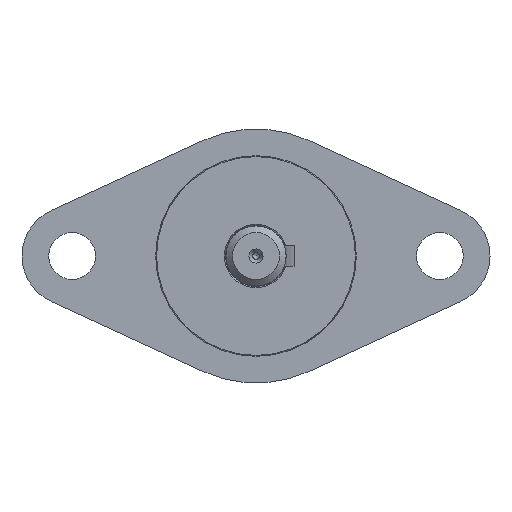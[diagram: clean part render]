
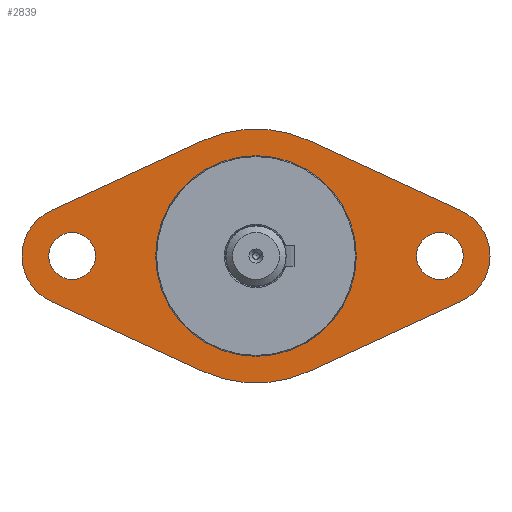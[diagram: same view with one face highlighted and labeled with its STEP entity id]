
A CAD part, left-side view. The second image highlights one B-rep face of the part: STEP entity #2839.
In plain terms, the highlighted planar face has unit normal (-1, 0, 0).
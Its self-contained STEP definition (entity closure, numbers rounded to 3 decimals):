
#68=FACE_BOUND('',#512,.T.);
#69=FACE_BOUND('',#513,.T.);
#70=FACE_BOUND('',#514,.T.);
#119=CIRCLE('',#3048,7.5);
#120=CIRCLE('',#3049,19.);
#121=CIRCLE('',#3050,7.5);
#122=CIRCLE('',#3051,19.);
#123=CIRCLE('',#3052,3.5);
#124=CIRCLE('',#3053,3.5);
#125=CIRCLE('',#3054,15.);
#126=CIRCLE('',#3055,15.);
#342=FACE_OUTER_BOUND('',#511,.T.);
#511=EDGE_LOOP('',(#2169,#2170,#2171,#2172,#2173,#2174,#2175,#2176));
#512=EDGE_LOOP('',(#2177));
#513=EDGE_LOOP('',(#2178));
#514=EDGE_LOOP('',(#2179,#2180));
#782=LINE('',#4643,#1010);
#783=LINE('',#4647,#1011);
#784=LINE('',#4651,#1012);
#785=LINE('',#4654,#1013);
#1010=VECTOR('',#3636,10.);
#1011=VECTOR('',#3639,10.);
#1012=VECTOR('',#3642,10.);
#1013=VECTOR('',#3645,10.);
#1232=VERTEX_POINT('',#4639);
#1233=VERTEX_POINT('',#4640);
#1234=VERTEX_POINT('',#4642);
#1235=VERTEX_POINT('',#4644);
#1236=VERTEX_POINT('',#4646);
#1237=VERTEX_POINT('',#4648);
#1238=VERTEX_POINT('',#4650);
#1239=VERTEX_POINT('',#4652);
#1240=VERTEX_POINT('',#4655);
#1241=VERTEX_POINT('',#4657);
#1242=VERTEX_POINT('',#4659);
#1243=VERTEX_POINT('',#4660);
#1565=EDGE_CURVE('',#1232,#1233,#119,.T.);
#1566=EDGE_CURVE('',#1233,#1234,#782,.T.);
#1567=EDGE_CURVE('',#1234,#1235,#120,.T.);
#1568=EDGE_CURVE('',#1235,#1236,#783,.T.);
#1569=EDGE_CURVE('',#1236,#1237,#121,.T.);
#1570=EDGE_CURVE('',#1237,#1238,#784,.T.);
#1571=EDGE_CURVE('',#1238,#1239,#122,.T.);
#1572=EDGE_CURVE('',#1239,#1232,#785,.T.);
#1573=EDGE_CURVE('',#1240,#1240,#123,.T.);
#1574=EDGE_CURVE('',#1241,#1241,#124,.T.);
#1575=EDGE_CURVE('',#1242,#1243,#125,.T.);
#1576=EDGE_CURVE('',#1243,#1242,#126,.T.);
#2169=ORIENTED_EDGE('',*,*,#1565,.T.);
#2170=ORIENTED_EDGE('',*,*,#1566,.T.);
#2171=ORIENTED_EDGE('',*,*,#1567,.T.);
#2172=ORIENTED_EDGE('',*,*,#1568,.T.);
#2173=ORIENTED_EDGE('',*,*,#1569,.T.);
#2174=ORIENTED_EDGE('',*,*,#1570,.T.);
#2175=ORIENTED_EDGE('',*,*,#1571,.T.);
#2176=ORIENTED_EDGE('',*,*,#1572,.T.);
#2177=ORIENTED_EDGE('',*,*,#1573,.T.);
#2178=ORIENTED_EDGE('',*,*,#1574,.T.);
#2179=ORIENTED_EDGE('',*,*,#1575,.T.);
#2180=ORIENTED_EDGE('',*,*,#1576,.T.);
#2580=PLANE('',#3047);
#2839=ADVANCED_FACE('',(#342,#68,#69,#70),#2580,.T.);
#3047=AXIS2_PLACEMENT_3D('',#4638,#3632,#3633);
#3048=AXIS2_PLACEMENT_3D('',#4641,#3634,#3635);
#3049=AXIS2_PLACEMENT_3D('',#4645,#3637,#3638);
#3050=AXIS2_PLACEMENT_3D('',#4649,#3640,#3641);
#3051=AXIS2_PLACEMENT_3D('',#4653,#3643,#3644);
#3052=AXIS2_PLACEMENT_3D('',#4656,#3646,#3647);
#3053=AXIS2_PLACEMENT_3D('',#4658,#3648,#3649);
#3054=AXIS2_PLACEMENT_3D('',#4661,#3650,#3651);
#3055=AXIS2_PLACEMENT_3D('',#4662,#3652,#3653);
#3632=DIRECTION('center_axis',(-1.,0.,0.));
#3633=DIRECTION('ref_axis',(0.,0.,1.));
#3634=DIRECTION('center_axis',(-1.,0.,0.));
#3635=DIRECTION('ref_axis',(0.,0.418,-0.908));
#3636=DIRECTION('',(0.,-0.908,-0.418));
#3637=DIRECTION('center_axis',(-1.,0.,0.));
#3638=DIRECTION('ref_axis',(0.,-0.418,-0.908));
#3639=DIRECTION('',(0.,-0.908,0.418));
#3640=DIRECTION('center_axis',(-1.,0.,0.));
#3641=DIRECTION('ref_axis',(0.,-0.418,0.908));
#3642=DIRECTION('',(0.,0.908,0.418));
#3643=DIRECTION('center_axis',(-1.,0.,0.));
#3644=DIRECTION('ref_axis',(0.,0.418,0.908));
#3645=DIRECTION('',(0.,0.908,-0.418));
#3646=DIRECTION('center_axis',(1.,0.,0.));
#3647=DIRECTION('ref_axis',(0.,0.,1.));
#3648=DIRECTION('center_axis',(1.,0.,0.));
#3649=DIRECTION('ref_axis',(0.,0.,1.));
#3650=DIRECTION('center_axis',(1.,0.,0.));
#3651=DIRECTION('ref_axis',(0.,1.,0.));
#3652=DIRECTION('center_axis',(1.,0.,0.));
#3653=DIRECTION('ref_axis',(0.,1.,0.));
#4638=CARTESIAN_POINT('Origin',(-144.3,25.,0.));
#4639=CARTESIAN_POINT('',(-144.3,30.636,6.813));
#4640=CARTESIAN_POINT('',(-144.3,30.636,-6.813));
#4641=CARTESIAN_POINT('Origin',(-144.3,27.5,0.));
#4642=CARTESIAN_POINT('',(-144.3,7.945,-17.259));
#4643=CARTESIAN_POINT('',(-144.3,18.26,-12.511));
#4644=CARTESIAN_POINT('',(-144.3,-7.945,-17.259));
#4645=CARTESIAN_POINT('Origin',(-144.3,0.,0.));
#4646=CARTESIAN_POINT('',(-144.3,-30.636,-6.813));
#4647=CARTESIAN_POINT('',(-144.3,-8.977,-16.784));
#4648=CARTESIAN_POINT('',(-144.3,-30.636,6.813));
#4649=CARTESIAN_POINT('Origin',(-144.3,-27.5,0.));
#4650=CARTESIAN_POINT('',(-144.3,-7.945,17.259));
#4651=CARTESIAN_POINT('',(-144.3,2.369,22.007));
#4652=CARTESIAN_POINT('',(-144.3,7.945,17.259));
#4653=CARTESIAN_POINT('Origin',(-144.3,0.,0.));
#4654=CARTESIAN_POINT('',(-144.3,29.605,7.288));
#4655=CARTESIAN_POINT('',(-144.3,-27.5,-3.5));
#4656=CARTESIAN_POINT('Origin',(-144.3,-27.5,0.));
#4657=CARTESIAN_POINT('',(-144.3,27.5,-3.5));
#4658=CARTESIAN_POINT('Origin',(-144.3,27.5,0.));
#4659=CARTESIAN_POINT('',(-144.3,15.,0.));
#4660=CARTESIAN_POINT('',(-144.3,-15.,0.));
#4661=CARTESIAN_POINT('Origin',(-144.3,0.,0.));
#4662=CARTESIAN_POINT('Origin',(-144.3,0.,0.));
